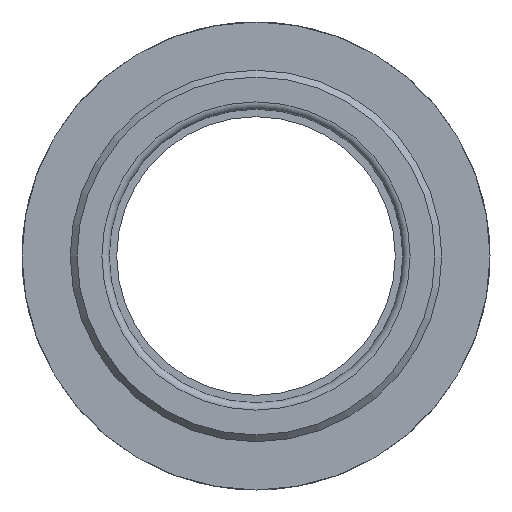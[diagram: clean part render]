
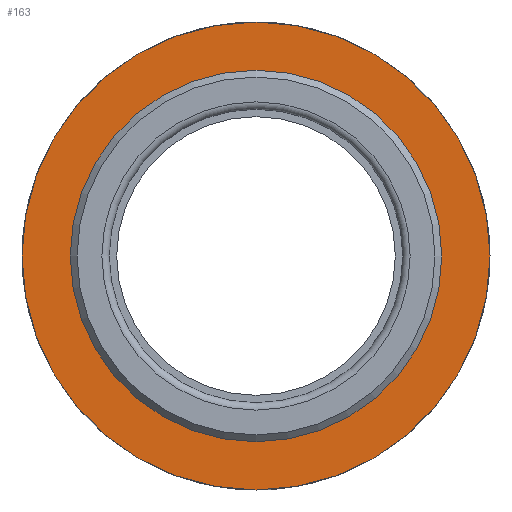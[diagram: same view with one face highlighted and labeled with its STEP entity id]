
A CAD part, left-side view. The second image highlights one B-rep face of the part: STEP entity #163.
In plain terms, the highlighted planar face has unit normal (-1, 0, 0).
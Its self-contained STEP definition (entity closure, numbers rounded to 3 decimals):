
#163 = ADVANCED_FACE( '', ( #373, #374 ), #375, .F. );
#373 = FACE_OUTER_BOUND( '', #598, .T. );
#374 = FACE_BOUND( '', #599, .T. );
#375 = PLANE( '', #600 );
#598 = EDGE_LOOP( '', ( #1335 ) );
#599 = EDGE_LOOP( '', ( #1336 ) );
#600 = AXIS2_PLACEMENT_3D( '', #1337, #1338, #1339 );
#1335 = ORIENTED_EDGE( '', *, *, #1529, .F. );
#1336 = ORIENTED_EDGE( '', *, *, #1632, .T. );
#1337 = CARTESIAN_POINT( '', ( 9., 24.08, 0. ) );
#1338 = DIRECTION( '', ( 1., 0., 0. ) );
#1339 = DIRECTION( '', ( 0., 0., -1. ) );
#1529 = EDGE_CURVE( '', #1885, #1885, #1886, .T. );
#1632 = EDGE_CURVE( '', #2032, #2032, #2033, .T. );
#1885 = VERTEX_POINT( '', #2537 );
#1886 = CIRCLE( '', #2538, 31.5 );
#2032 = VERTEX_POINT( '', #3032 );
#2033 = CIRCLE( '', #3033, 24.08 );
#2537 = CARTESIAN_POINT( '', ( 9., 0., -31.5 ) );
#2538 = AXIS2_PLACEMENT_3D( '', #3221, #3222, #3223 );
#3032 = CARTESIAN_POINT( '', ( 9., 0., -24.08 ) );
#3033 = AXIS2_PLACEMENT_3D( '', #3358, #3359, #3360 );
#3221 = CARTESIAN_POINT( '', ( 9., 0., 0. ) );
#3222 = DIRECTION( '', ( 1., 0., 0. ) );
#3223 = DIRECTION( '', ( 0., 0., -1. ) );
#3358 = CARTESIAN_POINT( '', ( 9., 0., 0. ) );
#3359 = DIRECTION( '', ( 1., 0., 0. ) );
#3360 = DIRECTION( '', ( 0., 0., -1. ) );
